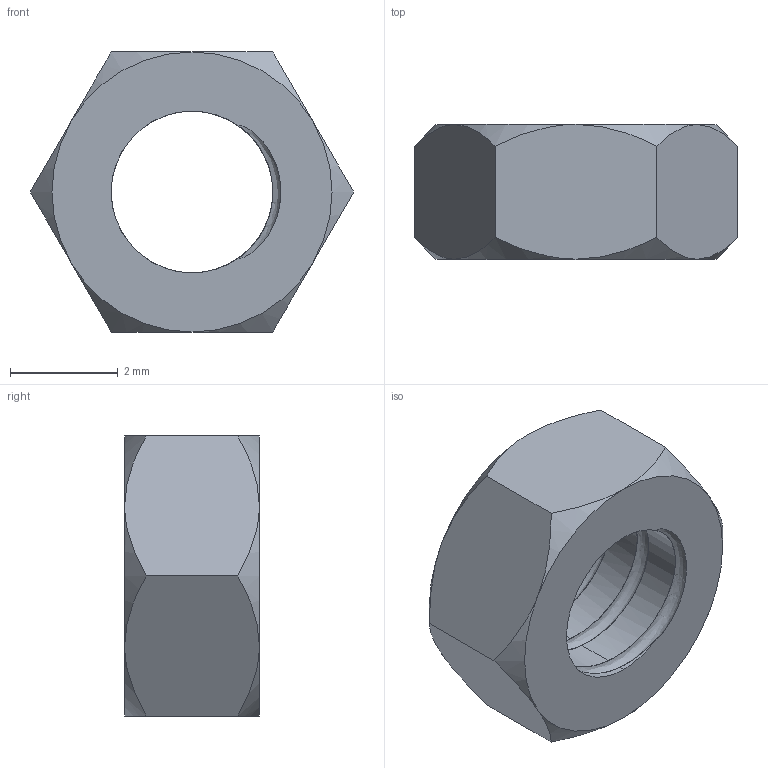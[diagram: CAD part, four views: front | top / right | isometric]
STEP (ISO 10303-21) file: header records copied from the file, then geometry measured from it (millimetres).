
FILE_DESCRIPTION (( 'STEP AP214' ), '1' );
FILE_NAME ('M3 Nut.STEP', '2025-07-31T19:26:35', ( '' ), ( '' ), 'SwSTEP 2.0', 'SolidWorks 2022', '' );
FILE_SCHEMA (( 'AUTOMOTIVE_DESIGN' ));
Length unit declared in the file: millimetre
Products named in the file (1): M3 Nut
Bounding box: 6 x 2.5 x 5.2 mm (x, y, z)
Volume: 39.4 mm3; surface area: 102.1 mm2
Topology: 1 solids, 1 shells, 31 faces, 73 edges, 44 vertices
Faces by surface type: cone 12, cylinder 8, plane 8, bspline 3
Entity records: 4565 total; most frequent: CARTESIAN_POINT 3915, ORIENTED_EDGE 146, DIRECTION 107, EDGE_CURVE 73, AXIS2_PLACEMENT_3D 47, VERTEX_POINT 44, EDGE_LOOP 33, ADVANCED_FACE 31
